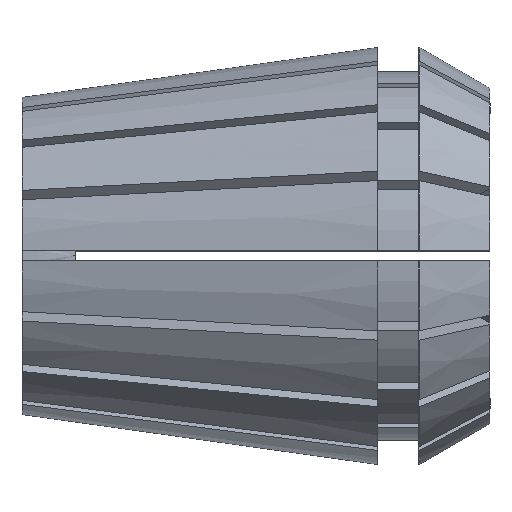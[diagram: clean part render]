
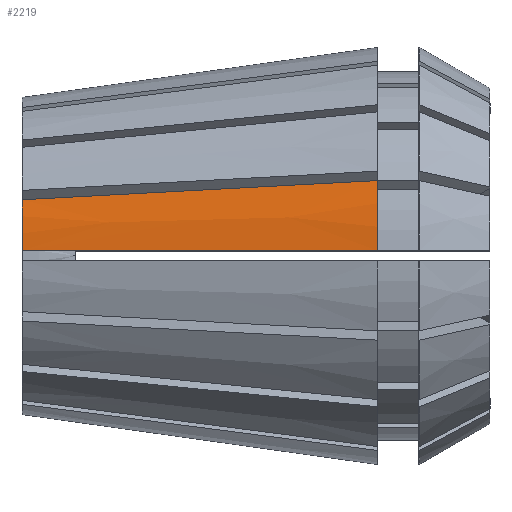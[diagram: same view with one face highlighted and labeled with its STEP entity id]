
A CAD part, top view. The second image highlights one B-rep face of the part: STEP entity #2219.
In plain terms, the highlighted conical face has half-angle 8 degrees and reference radius 20.5 mm.
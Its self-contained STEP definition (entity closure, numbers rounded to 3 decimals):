
#22 = CARTESIAN_POINT ( 'NONE',  ( 34.9, 7.381, 19.126 ) ) ;
#58 = ORIENTED_EDGE ( 'NONE', *, *, #874, .F. ) ;
#276 = CARTESIAN_POINT ( 'NONE',  ( 34.9, 7.381, 19.126 ) ) ;
#332 = ORIENTED_EDGE ( 'NONE', *, *, #3033, .F. ) ;
#333 = CARTESIAN_POINT ( 'NONE',  ( 33.268, 0.5, 20.265 ) ) ;
#363 = ORIENTED_EDGE ( 'NONE', *, *, #4539, .T. ) ;
#485 = CARTESIAN_POINT ( 'NONE',  ( 11.633, 6.129, 16.104 ) ) ;
#503 = CONICAL_SURFACE ( 'NONE', #1887, 20.5, 0.14 ) ;
#600 = B_SPLINE_CURVE_WITH_KNOTS ( 'NONE', 3,
 ( #5665, #2998, #333, #3461, #783, #3904, #1225, #4353, #1667, #4802 ),
 .UNSPECIFIED., .F., .F.,
 ( 4, 3, 3, 4 ),
 ( 0.076, 0.079, 0.107, 0.111 ),
 .UNSPECIFIED. ) ;
#744 = CIRCLE ( 'NONE', #1101, 20.5 ) ;
#782 = ORIENTED_EDGE ( 'NONE', *, *, #5719, .T. ) ;
#783 = CARTESIAN_POINT ( 'NONE',  ( 23.065, 0.5, 18.83 ) ) ;
#874 = EDGE_CURVE ( 'NONE', #1474, #5633, #5705, .T. ) ;
#1101 = AXIS2_PLACEMENT_3D ( 'NONE', #4806, #2125, #5227 ) ;
#1225 = CARTESIAN_POINT ( 'NONE',  ( 4.29, 0.5, 16.191 ) ) ;
#1474 = VERTEX_POINT ( 'NONE', #5366 ) ;
#1667 = CARTESIAN_POINT ( 'NONE',  ( 1.43, 0.5, 15.789 ) ) ;
#1738 = AXIS2_PLACEMENT_3D ( 'NONE', #3285, #5565, #5521 ) ;
#1887 = AXIS2_PLACEMENT_3D ( 'NONE', #2020, #4250, #4711 ) ;
#2020 = CARTESIAN_POINT ( 'NONE',  ( 34.9, 0., 0. ) ) ;
#2125 = DIRECTION ( 'NONE',  ( -1., 0., 0. ) ) ;
#2219 = ADVANCED_FACE ( 'NONE', ( #4355 ), #503, .T. ) ;
#2244 = VERTEX_POINT ( 'NONE', #276 ) ;
#2474 = EDGE_LOOP ( 'NONE', ( #782, #363, #58, #332 ) ) ;
#2571 = B_SPLINE_CURVE_WITH_KNOTS ( 'NONE', 3,
 ( #22, #4935, #485, #3615 ),
 .UNSPECIFIED., .F., .F.,
 ( 4, 4 ),
 ( 0., 0.035 ),
 .UNSPECIFIED. ) ;
#2998 = CARTESIAN_POINT ( 'NONE',  ( 34.084, 0.5, 20.38 ) ) ;
#3033 = EDGE_CURVE ( 'NONE', #5127, #1474, #600, .T. ) ;
#3285 = CARTESIAN_POINT ( 'NONE',  ( 0., 0., 0. ) ) ;
#3461 = CARTESIAN_POINT ( 'NONE',  ( 32.452, 0.5, 20.15 ) ) ;
#3502 = CARTESIAN_POINT ( 'NONE',  ( 34.9, 0.5, 20.494 ) ) ;
#3615 = CARTESIAN_POINT ( 'NONE',  ( 0., 5.503, 14.592 ) ) ;
#3819 = CARTESIAN_POINT ( 'NONE',  ( 0., 5.503, 14.592 ) ) ;
#3904 = CARTESIAN_POINT ( 'NONE',  ( 13.678, 0.5, 17.511 ) ) ;
#4250 = DIRECTION ( 'NONE',  ( 1., 0., 0. ) ) ;
#4353 = CARTESIAN_POINT ( 'NONE',  ( 2.86, 0.5, 15.99 ) ) ;
#4355 = FACE_OUTER_BOUND ( 'NONE', #2474, .T. ) ;
#4539 = EDGE_CURVE ( 'NONE', #2244, #5633, #2571, .T. ) ;
#4711 = DIRECTION ( 'NONE',  ( 0., 0., -1. ) ) ;
#4802 = CARTESIAN_POINT ( 'NONE',  ( 0., 0.5, 15.587 ) ) ;
#4806 = CARTESIAN_POINT ( 'NONE',  ( 34.9, 0., 0. ) ) ;
#4935 = CARTESIAN_POINT ( 'NONE',  ( 23.267, 6.755, 17.615 ) ) ;
#5127 = VERTEX_POINT ( 'NONE', #3502 ) ;
#5227 = DIRECTION ( 'NONE',  ( 0., 0., 1. ) ) ;
#5366 = CARTESIAN_POINT ( 'NONE',  ( 0., 0.5, 15.587 ) ) ;
#5521 = DIRECTION ( 'NONE',  ( 0., 0., 1. ) ) ;
#5565 = DIRECTION ( 'NONE',  ( -1., 0., 0. ) ) ;
#5633 = VERTEX_POINT ( 'NONE', #3819 ) ;
#5665 = CARTESIAN_POINT ( 'NONE',  ( 34.9, 0.5, 20.494 ) ) ;
#5705 = CIRCLE ( 'NONE', #1738, 15.595 ) ;
#5719 = EDGE_CURVE ( 'NONE', #5127, #2244, #744, .T. ) ;
